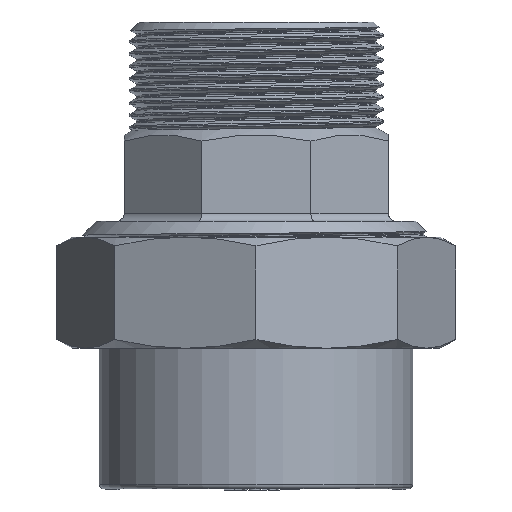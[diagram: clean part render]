
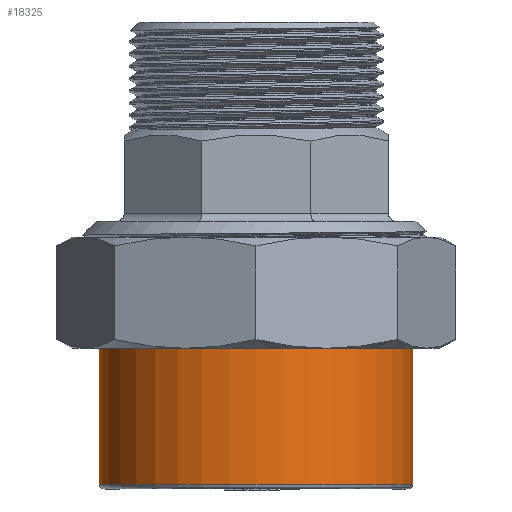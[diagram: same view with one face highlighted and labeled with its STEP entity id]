
A CAD part, front view. The second image highlights one B-rep face of the part: STEP entity #18325.
In plain terms, the highlighted cylindrical face has radius 36.75 mm (diameter 73.5 mm), a full revolution.
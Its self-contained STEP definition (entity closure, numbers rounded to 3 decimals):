
#1182=FACE_OUTER_BOUND('',#2173,.T.);
#2173=EDGE_LOOP('',(#13377,#13378,#13379,#13380));
#3724=LINE('',#26152,#6219);
#6219=VECTOR('',#20976,36.75);
#8153=CIRCLE('',#19346,36.75);
#8154=CIRCLE('',#19347,36.75);
#8805=VERTEX_POINT('',#26149);
#8806=VERTEX_POINT('',#26151);
#10626=EDGE_CURVE('',#8805,#8805,#8153,.T.);
#10627=EDGE_CURVE('',#8805,#8806,#3724,.T.);
#10628=EDGE_CURVE('',#8806,#8806,#8154,.T.);
#13377=ORIENTED_EDGE('',*,*,#10626,.T.);
#13378=ORIENTED_EDGE('',*,*,#10627,.T.);
#13379=ORIENTED_EDGE('',*,*,#10628,.T.);
#13380=ORIENTED_EDGE('',*,*,#10627,.F.);
#18274=CYLINDRICAL_SURFACE('',#19345,36.75);
#18325=ADVANCED_FACE('',(#1182),#18274,.T.);
#19345=AXIS2_PLACEMENT_3D('',#26148,#20972,#20973);
#19346=AXIS2_PLACEMENT_3D('',#26150,#20974,#20975);
#19347=AXIS2_PLACEMENT_3D('',#26153,#20977,#20978);
#20972=DIRECTION('center_axis',(0.,0.,
-1.));
#20973=DIRECTION('ref_axis',(1.,0.,0.));
#20974=DIRECTION('center_axis',(0.,0.,
1.));
#20975=DIRECTION('ref_axis',(1.,0.,0.));
#20976=DIRECTION('',(0.,0.,1.));
#20977=DIRECTION('center_axis',(0.,0.,
-1.));
#20978=DIRECTION('ref_axis',(-1.,0.,0.));
#26148=CARTESIAN_POINT('Origin',(0.,-0.024,
41.329));
#26149=CARTESIAN_POINT('',(-36.75,-0.024,0.329));
#26150=CARTESIAN_POINT('Origin',(0.,-0.024,
0.329));
#26151=CARTESIAN_POINT('',(-36.75,-0.024,37.129));
#26152=CARTESIAN_POINT('',(-36.75,-0.024,41.329));
#26153=CARTESIAN_POINT('Origin',(0.,-0.024,
37.129));
